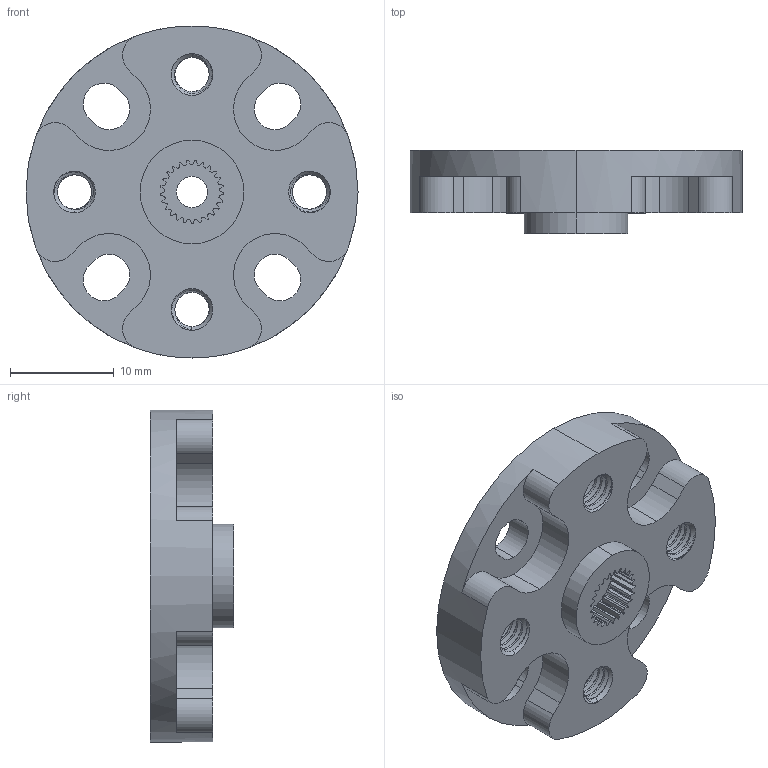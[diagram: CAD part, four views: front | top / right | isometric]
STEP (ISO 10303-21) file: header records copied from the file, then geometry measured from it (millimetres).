
FILE_DESCRIPTION (( 'STEP AP203' ), '1' );
FILE_NAME ('1908-0025-0032 rev1.STEP', '2017-05-22T16:14:01', ( '' ), ( '' ), 'SwSTEP 2.0', 'SolidWorks 2016', '' );
FILE_SCHEMA (( 'CONFIG_CONTROL_DESIGN' ));
Length unit declared in the file: millimetre
Products named in the file (1): 1908-0025-0032 rev1
Bounding box: 31.98 x 8 x 31.98 mm (x, y, z)
Volume: 3024.3 mm3; surface area: 3019.2 mm2
Topology: 1 solids, 1 shells, 338 faces, 974 edges, 642 vertices
Faces by surface type: cylinder 228, plane 76, cone 26, bspline 8
Entity records: 21409 total; most frequent: CARTESIAN_POINT 13119, ORIENTED_EDGE 1948, DIRECTION 1558, EDGE_CURVE 974, VERTEX_POINT 642, AXIS2_PLACEMENT_3D 559, LINE 440, VECTOR 440
